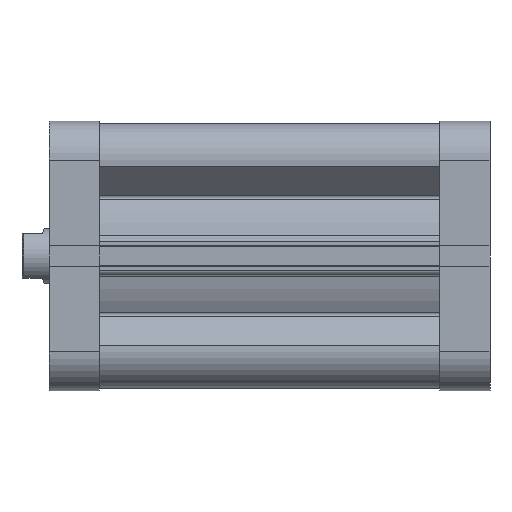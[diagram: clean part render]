
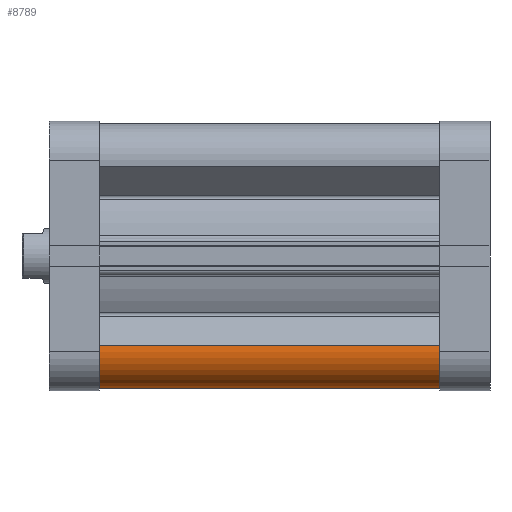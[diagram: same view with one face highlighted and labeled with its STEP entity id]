
A CAD part, front view. The second image highlights one B-rep face of the part: STEP entity #8789.
In plain terms, the highlighted cylindrical face has radius 10.75 mm (diameter 21.5 mm), a partial arc.
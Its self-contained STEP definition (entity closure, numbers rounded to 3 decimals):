
#1017 = VECTOR ( 'NONE', #6892, 1000. ) ;
#1020 = LINE ( 'NONE', #6891, #1017 ) ;
#1023 = LINE ( 'NONE', #6895, #1024 ) ;
#1024 = VECTOR ( 'NONE', #6896, 1000. ) ;
#1027 = CIRCLE ( 'NONE', #8291, 10.75 ) ;
#1045 = CIRCLE ( 'NONE', #8297, 10.75 ) ;
#2066 = FACE_OUTER_BOUND ( 'NONE', #5598, .T. ) ;
#2069 = CYLINDRICAL_SURFACE ( 'NONE', #3757, 10.75 ) ;
#3757 = AXIS2_PLACEMENT_3D ( 'NONE', #3883, #3882, #3881 ) ;
#3881 = DIRECTION ( 'NONE',  ( -1., 0., 0. ) ) ;
#3882 = DIRECTION ( 'NONE',  ( 0., 0., -1. ) ) ;
#3883 = CARTESIAN_POINT ( 'NONE',  ( -28.25, -28.25, 100.5 ) ) ;
#4263 = CARTESIAN_POINT ( 'NONE',  ( -26.479, -38.853, 0. ) ) ;
#4366 = CARTESIAN_POINT ( 'NONE',  ( -39., -28.25, 100.5 ) ) ;
#4370 = CARTESIAN_POINT ( 'NONE',  ( -26.479, -38.853, 100.5 ) ) ;
#4381 = CARTESIAN_POINT ( 'NONE',  ( -39., -28.25, 0. ) ) ;
#5598 = EDGE_LOOP ( 'NONE', ( #5935, #5943, #5900, #5894 ) ) ;
#5894 = ORIENTED_EDGE ( 'NONE', *, *, #7821, .F. ) ;
#5900 = ORIENTED_EDGE ( 'NONE', *, *, #7834, .T. ) ;
#5935 = ORIENTED_EDGE ( 'NONE', *, *, #7822, .F. ) ;
#5943 = ORIENTED_EDGE ( 'NONE', *, *, #7823, .T. ) ;
#6885 = CARTESIAN_POINT ( 'NONE',  ( -28.25, -28.25, 100.5 ) ) ;
#6891 = CARTESIAN_POINT ( 'NONE',  ( -26.479, -38.853, 100.5 ) ) ;
#6892 = DIRECTION ( 'NONE',  ( 0., 0., -1. ) ) ;
#6893 = DIRECTION ( 'NONE',  ( 0., 0., 1. ) ) ;
#6894 = DIRECTION ( 'NONE',  ( -1., 0., 0. ) ) ;
#6895 = CARTESIAN_POINT ( 'NONE',  ( -39., -28.25, 100.5 ) ) ;
#6896 = DIRECTION ( 'NONE',  ( 0., 0., -1. ) ) ;
#6922 = CARTESIAN_POINT ( 'NONE',  ( -28.25, -28.25, 0. ) ) ;
#6924 = DIRECTION ( 'NONE',  ( 0., 0., 1. ) ) ;
#6925 = DIRECTION ( 'NONE',  ( -1., 0., 0. ) ) ;
#7821 = EDGE_CURVE ( 'NONE', #9565, #9458, #1020, .T. ) ;
#7822 = EDGE_CURVE ( 'NONE', #9561, #9565, #1027, .T. ) ;
#7823 = EDGE_CURVE ( 'NONE', #9561, #9576, #1023, .T. ) ;
#7834 = EDGE_CURVE ( 'NONE', #9576, #9458, #1045, .T. ) ;
#8291 = AXIS2_PLACEMENT_3D ( 'NONE', #6885, #6893, #6894 ) ;
#8297 = AXIS2_PLACEMENT_3D ( 'NONE', #6922, #6924, #6925 ) ;
#8789 = ADVANCED_FACE ( 'NONE', ( #2066 ), #2069, .T. ) ;
#9458 = VERTEX_POINT ( 'NONE', #4263 ) ;
#9561 = VERTEX_POINT ( 'NONE', #4366 ) ;
#9565 = VERTEX_POINT ( 'NONE', #4370 ) ;
#9576 = VERTEX_POINT ( 'NONE', #4381 ) ;
